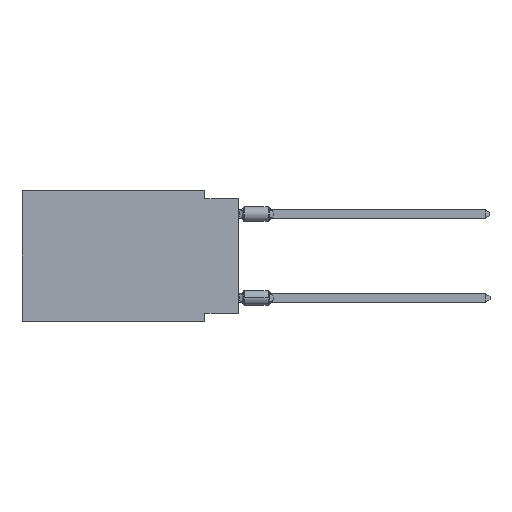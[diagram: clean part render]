
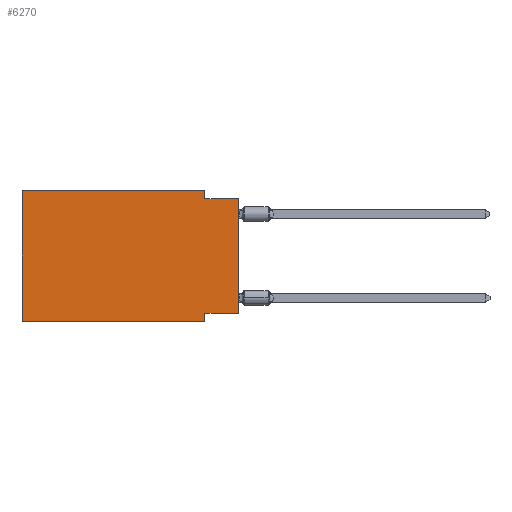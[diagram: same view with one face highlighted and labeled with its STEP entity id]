
A CAD part, left-side view. The second image highlights one B-rep face of the part: STEP entity #6270.
In plain terms, the highlighted planar face has unit normal (-1, 0, 0).
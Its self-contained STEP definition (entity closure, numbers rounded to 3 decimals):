
#565 = VERTEX_POINT ( 'NONE', #22470 ) ;
#823 = VECTOR ( 'NONE', #6468, 1000. ) ;
#1300 = CARTESIAN_POINT ( 'NONE',  ( 0., 0., -9.271 ) ) ;
#1361 = DIRECTION ( 'NONE',  ( 0., 0., 1. ) ) ;
#2121 = VECTOR ( 'NONE', #18792, 1000. ) ;
#2231 = CARTESIAN_POINT ( 'NONE',  ( 0., 16.383, -9.906 ) ) ;
#2392 = CARTESIAN_POINT ( 'NONE',  ( 0., 2.54, 0. ) ) ;
#2709 = CARTESIAN_POINT ( 'NONE',  ( 0., 2.54, -9.271 ) ) ;
#2719 = CARTESIAN_POINT ( 'NONE',  ( 0., 16.383, -9.906 ) ) ;
#3247 = DIRECTION ( 'NONE',  ( 0., -1., 0. ) ) ;
#3461 = CARTESIAN_POINT ( 'NONE',  ( 0., 0., 0. ) ) ;
#3960 = VERTEX_POINT ( 'NONE', #20634 ) ;
#4061 = ORIENTED_EDGE ( 'NONE', *, *, #16374, .T. ) ;
#4448 = ORIENTED_EDGE ( 'NONE', *, *, #11561, .F. ) ;
#5105 = VECTOR ( 'NONE', #1361, 1000. ) ;
#5193 = LINE ( 'NONE', #12198, #11787 ) ;
#6270 = ADVANCED_FACE ( 'NONE', ( #19896 ), #21527, .F. ) ;
#6468 = DIRECTION ( 'NONE',  ( 0., 0., 1. ) ) ;
#6547 = DIRECTION ( 'NONE',  ( 0., 0., -1. ) ) ;
#6800 = LINE ( 'NONE', #3461, #823 ) ;
#6995 = CARTESIAN_POINT ( 'NONE',  ( 0., 0., -0.635 ) ) ;
#7209 = EDGE_CURVE ( 'NONE', #10396, #8962, #6800, .T. ) ;
#7317 = CARTESIAN_POINT ( 'NONE',  ( 0., 16.383, 0. ) ) ;
#7533 = ORIENTED_EDGE ( 'NONE', *, *, #15723, .F. ) ;
#7574 = LINE ( 'NONE', #2392, #12217 ) ;
#7704 = DIRECTION ( 'NONE',  ( 1., 0., 0. ) ) ;
#7935 = DIRECTION ( 'NONE',  ( 0., 0., -1. ) ) ;
#7966 = EDGE_CURVE ( 'NONE', #3960, #565, #7574, .T. ) ;
#8659 = DIRECTION ( 'NONE',  ( 0., 1., 0. ) ) ;
#8962 = VERTEX_POINT ( 'NONE', #6995 ) ;
#9409 = DIRECTION ( 'NONE',  ( 0., 0., -1. ) ) ;
#9707 = LINE ( 'NONE', #11758, #2121 ) ;
#10396 = VERTEX_POINT ( 'NONE', #11119 ) ;
#10703 = VERTEX_POINT ( 'NONE', #7317 ) ;
#11119 = CARTESIAN_POINT ( 'NONE',  ( 0., 0., -9.271 ) ) ;
#11561 = EDGE_CURVE ( 'NONE', #565, #8962, #5193, .T. ) ;
#11641 = ORIENTED_EDGE ( 'NONE', *, *, #15348, .F. ) ;
#11758 = CARTESIAN_POINT ( 'NONE',  ( 0., 16.383, 0. ) ) ;
#11787 = VECTOR ( 'NONE', #3247, 1000. ) ;
#11802 = CARTESIAN_POINT ( 'NONE',  ( 0., 16.383, 0. ) ) ;
#12198 = CARTESIAN_POINT ( 'NONE',  ( 0., 0., -0.635 ) ) ;
#12212 = VERTEX_POINT ( 'NONE', #2709 ) ;
#12217 = VECTOR ( 'NONE', #9409, 1000. ) ;
#12220 = VERTEX_POINT ( 'NONE', #17199 ) ;
#13513 = ORIENTED_EDGE ( 'NONE', *, *, #7966, .F. ) ;
#13558 = VECTOR ( 'NONE', #16277, 1000. ) ;
#13563 = LINE ( 'NONE', #22331, #20159 ) ;
#13676 = EDGE_CURVE ( 'NONE', #10396, #12212, #22269, .T. ) ;
#14554 = EDGE_CURVE ( 'NONE', #14928, #10703, #18512, .T. ) ;
#14928 = VERTEX_POINT ( 'NONE', #2719 ) ;
#15348 = EDGE_CURVE ( 'NONE', #10703, #3960, #9707, .T. ) ;
#15723 = EDGE_CURVE ( 'NONE', #12212, #12220, #13563, .T. ) ;
#16277 = DIRECTION ( 'NONE',  ( 0., -1., 0. ) ) ;
#16314 = ORIENTED_EDGE ( 'NONE', *, *, #7209, .T. ) ;
#16374 = EDGE_CURVE ( 'NONE', #14928, #12220, #21692, .T. ) ;
#17199 = CARTESIAN_POINT ( 'NONE',  ( 0., 2.54, -9.906 ) ) ;
#17308 = ORIENTED_EDGE ( 'NONE', *, *, #13676, .F. ) ;
#18512 = LINE ( 'NONE', #11802, #5105 ) ;
#18792 = DIRECTION ( 'NONE',  ( 0., -1., 0. ) ) ;
#19053 = ORIENTED_EDGE ( 'NONE', *, *, #14554, .F. ) ;
#19896 = FACE_OUTER_BOUND ( 'NONE', #20847, .T. ) ;
#20159 = VECTOR ( 'NONE', #6547, 1000. ) ;
#20244 = CARTESIAN_POINT ( 'NONE',  ( 0., 16.383, 0. ) ) ;
#20516 = VECTOR ( 'NONE', #8659, 1000. ) ;
#20634 = CARTESIAN_POINT ( 'NONE',  ( 0., 2.54, 0. ) ) ;
#20847 = EDGE_LOOP ( 'NONE', ( #16314, #4448, #13513, #11641, #19053, #4061, #7533, #17308 ) ) ;
#21455 = AXIS2_PLACEMENT_3D ( 'NONE', #20244, #7704, #7935 ) ;
#21527 = PLANE ( 'NONE',  #21455 ) ;
#21692 = LINE ( 'NONE', #2231, #13558 ) ;
#22269 = LINE ( 'NONE', #1300, #20516 ) ;
#22331 = CARTESIAN_POINT ( 'NONE',  ( 0., 2.54, -9.906 ) ) ;
#22470 = CARTESIAN_POINT ( 'NONE',  ( 0., 2.54, -0.635 ) ) ;
